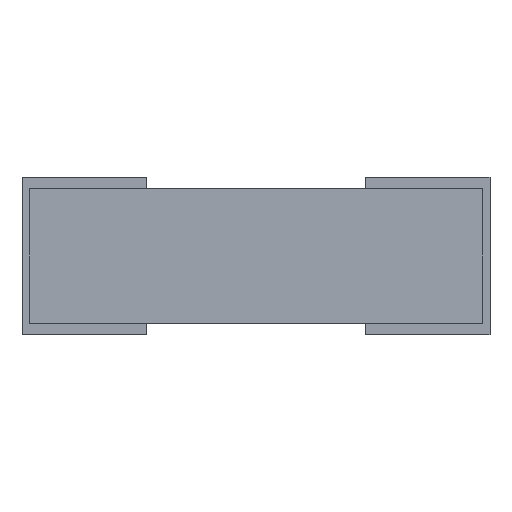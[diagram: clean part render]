
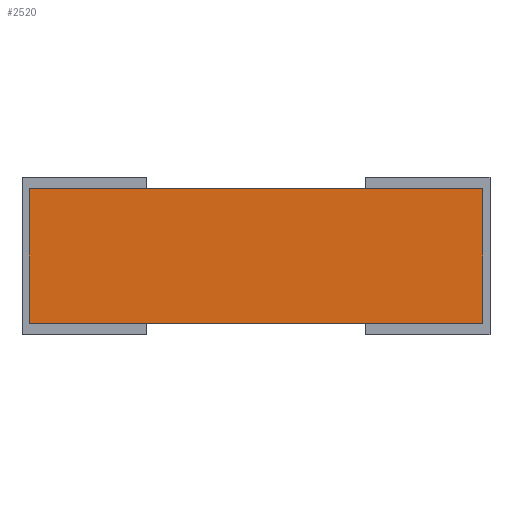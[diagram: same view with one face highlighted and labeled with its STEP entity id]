
A CAD part, front view. The second image highlights one B-rep face of the part: STEP entity #2520.
In plain terms, the highlighted planar face has unit normal (0, -1, 0).
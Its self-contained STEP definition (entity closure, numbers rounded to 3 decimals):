
#365 = CARTESIAN_POINT ( 'NONE',  ( 1.55, -0.8, 1. ) ) ;
#373 = CARTESIAN_POINT ( 'NONE',  ( 1.55, -0.8, 0.08 ) ) ;
#375 = CARTESIAN_POINT ( 'NONE',  ( -1.55, -0.8, 1. ) ) ;
#381 = CARTESIAN_POINT ( 'NONE',  ( -1.55, -0.8, 0.08 ) ) ;
#556 = LINE ( 'NONE', #557, #2029 ) ;
#557 = CARTESIAN_POINT ( 'NONE',  ( -0.75, -0.8, 1. ) ) ;
#558 = DIRECTION ( 'NONE',  ( 1., 0., 0. ) ) ;
#592 = LINE ( 'NONE', #593, #1918 ) ;
#593 = CARTESIAN_POINT ( 'NONE',  ( 0.75, -0.8, 0.08 ) ) ;
#594 = DIRECTION ( 'NONE',  ( -1., 0., 0. ) ) ;
#604 = LINE ( 'NONE', #606, #2026 ) ;
#606 = CARTESIAN_POINT ( 'NONE',  ( -1.55, -0.8, 1.08 ) ) ;
#607 = DIRECTION ( 'NONE',  ( 0., 0., 1. ) ) ;
#677 = CARTESIAN_POINT ( 'NONE',  ( -1.6, -0.8, 1.08 ) ) ;
#681 = FACE_OUTER_BOUND ( 'NONE', #1112, .T. ) ;
#682 = PLANE ( 'NONE',  #2042 ) ;
#684 = DIRECTION ( 'NONE',  ( 0., 1., 0. ) ) ;
#685 = DIRECTION ( 'NONE',  ( 0., 0., 1. ) ) ;
#701 = LINE ( 'NONE', #702, #1923 ) ;
#702 = CARTESIAN_POINT ( 'NONE',  ( 1.55, -0.8, 1.08 ) ) ;
#703 = DIRECTION ( 'NONE',  ( 0., 0., -1. ) ) ;
#806 = ORIENTED_EDGE ( 'NONE', *, *, #2492, .F. ) ;
#913 = VERTEX_POINT ( 'NONE', #381 ) ;
#919 = VERTEX_POINT ( 'NONE', #375 ) ;
#922 = VERTEX_POINT ( 'NONE', #373 ) ;
#936 = VERTEX_POINT ( 'NONE', #365 ) ;
#1112 = EDGE_LOOP ( 'NONE', ( #2221, #2222, #2223, #806 ) ) ;
#1918 = VECTOR ( 'NONE', #594, 1000. ) ;
#1923 = VECTOR ( 'NONE', #703, 1000. ) ;
#2026 = VECTOR ( 'NONE', #607, 1000. ) ;
#2029 = VECTOR ( 'NONE', #558, 1000. ) ;
#2042 = AXIS2_PLACEMENT_3D ( 'NONE', #677, #684, #685 ) ;
#2221 = ORIENTED_EDGE ( 'NONE', *, *, #2508, .F. ) ;
#2222 = ORIENTED_EDGE ( 'NONE', *, *, #2504, .F. ) ;
#2223 = ORIENTED_EDGE ( 'NONE', *, *, #2524, .F. ) ;
#2492 = EDGE_CURVE ( 'NONE', #919, #936, #556, .T. ) ;
#2504 = EDGE_CURVE ( 'NONE', #922, #913, #592, .T. ) ;
#2508 = EDGE_CURVE ( 'NONE', #913, #919, #604, .T. ) ;
#2520 = ADVANCED_FACE ( 'NONE', ( #681 ), #682, .F. ) ;
#2524 = EDGE_CURVE ( 'NONE', #936, #922, #701, .T. ) ;
